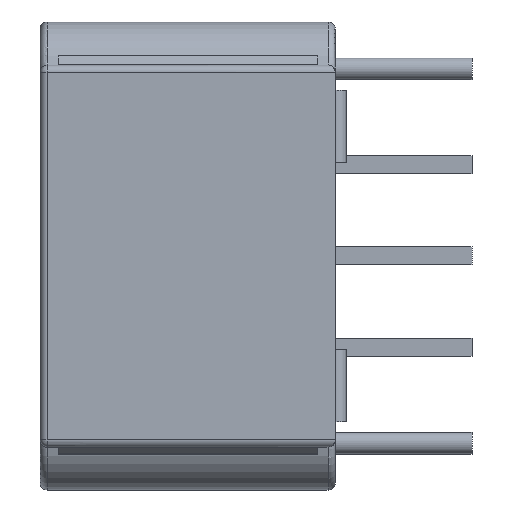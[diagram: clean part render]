
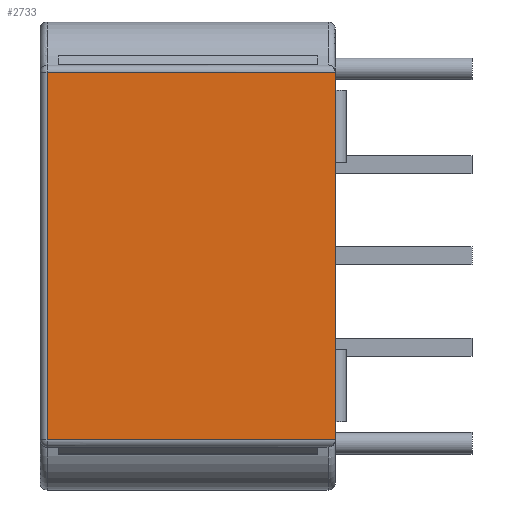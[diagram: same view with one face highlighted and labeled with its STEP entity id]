
A CAD part, left-side view. The second image highlights one B-rep face of the part: STEP entity #2733.
In plain terms, the highlighted planar face has unit normal (-1, 0, 0).
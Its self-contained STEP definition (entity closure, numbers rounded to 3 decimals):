
#207=FACE_OUTER_BOUND('',#376,.T.);
#376=EDGE_LOOP('',(#1970,#1971,#1972,#1973,#1974,#1975,#1976,#1977));
#568=LINE('',#4043,#892);
#574=LINE('',#4089,#898);
#577=LINE('',#4093,#901);
#590=LINE('',#4152,#914);
#591=LINE('',#4154,#915);
#592=LINE('',#4156,#916);
#593=LINE('',#4158,#917);
#594=LINE('',#4159,#918);
#892=VECTOR('',#3251,10.);
#898=VECTOR('',#3285,10.);
#901=VECTOR('',#3290,10.);
#914=VECTOR('',#3341,10.);
#915=VECTOR('',#3342,10.);
#916=VECTOR('',#3343,10.);
#917=VECTOR('',#3344,10.);
#918=VECTOR('',#3345,10.);
#1207=VERTEX_POINT('',#4017);
#1211=VERTEX_POINT('',#4042);
#1214=VERTEX_POINT('',#4050);
#1223=VERTEX_POINT('',#4085);
#1236=VERTEX_POINT('',#4151);
#1237=VERTEX_POINT('',#4153);
#1238=VERTEX_POINT('',#4155);
#1239=VERTEX_POINT('',#4157);
#1479=EDGE_CURVE('',#1211,#1207,#568,.T.);
#1495=EDGE_CURVE('',#1207,#1223,#574,.T.);
#1498=EDGE_CURVE('',#1223,#1214,#577,.T.);
#1521=EDGE_CURVE('',#1211,#1236,#590,.T.);
#1522=EDGE_CURVE('',#1237,#1236,#591,.T.);
#1523=EDGE_CURVE('',#1237,#1238,#592,.T.);
#1524=EDGE_CURVE('',#1239,#1238,#593,.T.);
#1525=EDGE_CURVE('',#1239,#1214,#594,.T.);
#1970=ORIENTED_EDGE('',*,*,#1498,.F.);
#1971=ORIENTED_EDGE('',*,*,#1495,.F.);
#1972=ORIENTED_EDGE('',*,*,#1479,.F.);
#1973=ORIENTED_EDGE('',*,*,#1521,.T.);
#1974=ORIENTED_EDGE('',*,*,#1522,.F.);
#1975=ORIENTED_EDGE('',*,*,#1523,.T.);
#1976=ORIENTED_EDGE('',*,*,#1524,.F.);
#1977=ORIENTED_EDGE('',*,*,#1525,.T.);
#2580=PLANE('',#2953);
#2733=ADVANCED_FACE('',(#207),#2580,.T.);
#2953=AXIS2_PLACEMENT_3D('',#4150,#3339,#3340);
#3251=DIRECTION('',(0.,1.,0.));
#3285=DIRECTION('',(0.,0.,1.));
#3290=DIRECTION('',(0.,-1.,0.));
#3339=DIRECTION('center_axis',(-1.,0.,0.));
#3340=DIRECTION('ref_axis',(0.,0.,1.));
#3341=DIRECTION('',(0.,0.,1.));
#3342=DIRECTION('',(0.,0.,-1.));
#3343=DIRECTION('',(0.,0.,1.));
#3344=DIRECTION('',(0.,0.,-1.));
#3345=DIRECTION('',(0.,0.,1.));
#4017=CARTESIAN_POINT('',(-13.5,4.05,-5.11));
#4042=CARTESIAN_POINT('',(-13.5,-3.95,-5.11));
#4043=CARTESIAN_POINT('',(-13.5,2.125,-5.11));
#4050=CARTESIAN_POINT('',(-13.5,-3.95,5.1));
#4085=CARTESIAN_POINT('',(-13.5,4.05,5.1));
#4089=CARTESIAN_POINT('',(-13.5,4.05,3.25));
#4093=CARTESIAN_POINT('',(-13.5,2.125,5.1));
#4150=CARTESIAN_POINT('Origin',(-13.5,0.,0.));
#4151=CARTESIAN_POINT('',(-13.5,-3.95,-4.6));
#4152=CARTESIAN_POINT('',(-13.5,-3.95,-2.3));
#4153=CARTESIAN_POINT('',(-13.5,-3.95,-2.6));
#4154=CARTESIAN_POINT('',(-13.5,-3.95,-3.25));
#4155=CARTESIAN_POINT('',(-13.5,-3.95,2.6));
#4156=CARTESIAN_POINT('',(-13.5,-3.95,1.3));
#4157=CARTESIAN_POINT('',(-13.5,-3.95,4.6));
#4158=CARTESIAN_POINT('',(-13.5,-3.95,-3.25));
#4159=CARTESIAN_POINT('',(-13.5,-3.95,3.25));
